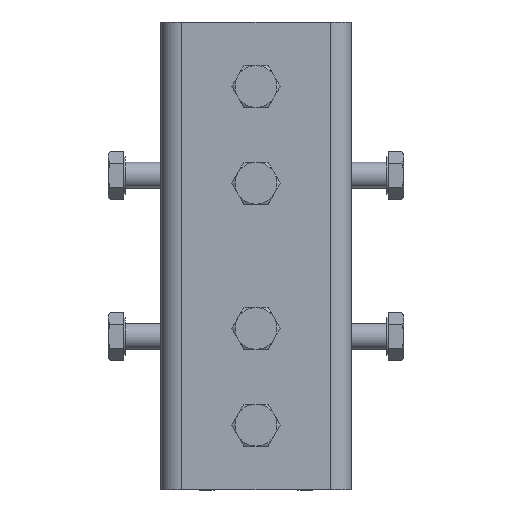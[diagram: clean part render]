
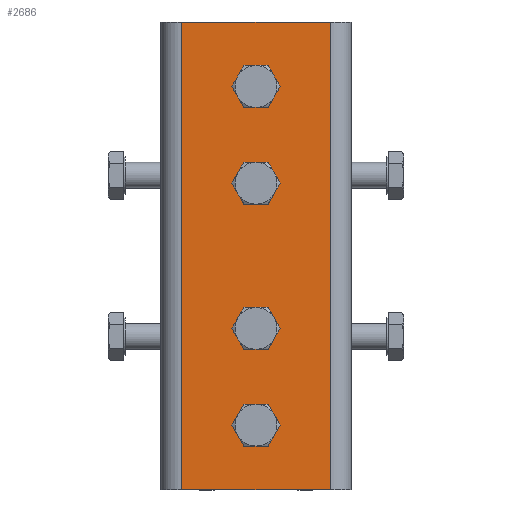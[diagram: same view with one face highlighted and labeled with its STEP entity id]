
A CAD part, top view. The second image highlights one B-rep face of the part: STEP entity #2686.
In plain terms, the highlighted planar face has unit normal (0, 0, 1).
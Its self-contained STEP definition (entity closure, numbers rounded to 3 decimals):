
#92=FACE_BOUND('',#471,.T.);
#93=FACE_BOUND('',#472,.T.);
#94=FACE_BOUND('',#473,.T.);
#95=FACE_BOUND('',#474,.T.);
#187=PLANE('',#2978);
#311=FACE_OUTER_BOUND('',#470,.T.);
#470=EDGE_LOOP('',(#2342,#2343,#2344,#2345));
#471=EDGE_LOOP('',(#2346,#2347));
#472=EDGE_LOOP('',(#2348,#2349));
#473=EDGE_LOOP('',(#2350,#2351));
#474=EDGE_LOOP('',(#2352,#2353));
#633=LINE('',#4088,#902);
#653=LINE('',#4160,#922);
#762=LINE('',#4470,#1031);
#764=LINE('',#4473,#1033);
#902=VECTOR('',#3264,10.);
#922=VECTOR('',#3324,10.);
#1031=VECTOR('',#3635,10.);
#1033=VECTOR('',#3639,10.);
#1134=CIRCLE('',#2962,3.324);
#1135=CIRCLE('',#2963,3.324);
#1137=CIRCLE('',#2966,3.324);
#1138=CIRCLE('',#2967,3.324);
#1140=CIRCLE('',#2970,3.324);
#1141=CIRCLE('',#2971,3.324);
#1143=CIRCLE('',#2974,3.324);
#1144=CIRCLE('',#2975,3.324);
#1253=VERTEX_POINT('',#4085);
#1254=VERTEX_POINT('',#4087);
#1285=VERTEX_POINT('',#4157);
#1286=VERTEX_POINT('',#4159);
#1375=VERTEX_POINT('',#4438);
#1376=VERTEX_POINT('',#4439);
#1378=VERTEX_POINT('',#4446);
#1379=VERTEX_POINT('',#4447);
#1381=VERTEX_POINT('',#4454);
#1382=VERTEX_POINT('',#4455);
#1384=VERTEX_POINT('',#4462);
#1385=VERTEX_POINT('',#4463);
#1540=EDGE_CURVE('',#1254,#1253,#633,.T.);
#1576=EDGE_CURVE('',#1286,#1285,#653,.T.);
#1712=EDGE_CURVE('',#1375,#1376,#1134,.T.);
#1713=EDGE_CURVE('',#1376,#1375,#1135,.T.);
#1716=EDGE_CURVE('',#1378,#1379,#1137,.T.);
#1717=EDGE_CURVE('',#1379,#1378,#1138,.T.);
#1720=EDGE_CURVE('',#1381,#1382,#1140,.T.);
#1721=EDGE_CURVE('',#1382,#1381,#1141,.T.);
#1724=EDGE_CURVE('',#1384,#1385,#1143,.T.);
#1725=EDGE_CURVE('',#1385,#1384,#1144,.T.);
#1728=EDGE_CURVE('',#1254,#1285,#762,.T.);
#1730=EDGE_CURVE('',#1286,#1253,#764,.T.);
#2342=ORIENTED_EDGE('',*,*,#1728,.F.);
#2343=ORIENTED_EDGE('',*,*,#1540,.T.);
#2344=ORIENTED_EDGE('',*,*,#1730,.F.);
#2345=ORIENTED_EDGE('',*,*,#1576,.T.);
#2346=ORIENTED_EDGE('',*,*,#1712,.T.);
#2347=ORIENTED_EDGE('',*,*,#1713,.T.);
#2348=ORIENTED_EDGE('',*,*,#1716,.T.);
#2349=ORIENTED_EDGE('',*,*,#1717,.T.);
#2350=ORIENTED_EDGE('',*,*,#1720,.T.);
#2351=ORIENTED_EDGE('',*,*,#1721,.T.);
#2352=ORIENTED_EDGE('',*,*,#1724,.T.);
#2353=ORIENTED_EDGE('',*,*,#1725,.T.);
#2686=ADVANCED_FACE('',(#311,#92,#93,#94,#95),#187,.T.);
#2962=AXIS2_PLACEMENT_3D('',#4440,#3599,#3600);
#2963=AXIS2_PLACEMENT_3D('',#4441,#3601,#3602);
#2966=AXIS2_PLACEMENT_3D('',#4448,#3608,#3609);
#2967=AXIS2_PLACEMENT_3D('',#4449,#3610,#3611);
#2970=AXIS2_PLACEMENT_3D('',#4456,#3617,#3618);
#2971=AXIS2_PLACEMENT_3D('',#4457,#3619,#3620);
#2974=AXIS2_PLACEMENT_3D('',#4464,#3626,#3627);
#2975=AXIS2_PLACEMENT_3D('',#4465,#3628,#3629);
#2978=AXIS2_PLACEMENT_3D('',#4472,#3637,#3638);
#3264=DIRECTION('',(1.,0.,0.));
#3324=DIRECTION('',(-1.,0.,0.));
#3599=DIRECTION('center_axis',(0.,0.,-1.));
#3600=DIRECTION('ref_axis',(-1.,0.,0.));
#3601=DIRECTION('center_axis',(0.,0.,-1.));
#3602=DIRECTION('ref_axis',(-1.,0.,0.));
#3608=DIRECTION('center_axis',(0.,0.,-1.));
#3609=DIRECTION('ref_axis',(-1.,0.,0.));
#3610=DIRECTION('center_axis',(0.,0.,-1.));
#3611=DIRECTION('ref_axis',(-1.,0.,0.));
#3617=DIRECTION('center_axis',(0.,0.,-1.));
#3618=DIRECTION('ref_axis',(-1.,0.,0.));
#3619=DIRECTION('center_axis',(0.,0.,-1.));
#3620=DIRECTION('ref_axis',(-1.,0.,0.));
#3626=DIRECTION('center_axis',(0.,0.,-1.));
#3627=DIRECTION('ref_axis',(-1.,0.,0.));
#3628=DIRECTION('center_axis',(0.,0.,-1.));
#3629=DIRECTION('ref_axis',(-1.,0.,0.));
#3635=DIRECTION('',(0.,1.,0.));
#3637=DIRECTION('center_axis',(0.,0.,1.));
#3638=DIRECTION('ref_axis',(1.,0.,0.));
#3639=DIRECTION('',(0.,-1.,0.));
#4085=CARTESIAN_POINT('',(23.,-72.5,49.));
#4087=CARTESIAN_POINT('',(-23.,-72.5,49.));
#4088=CARTESIAN_POINT('',(29.5,-72.5,49.));
#4157=CARTESIAN_POINT('',(-23.,72.5,49.));
#4159=CARTESIAN_POINT('',(23.,72.5,49.));
#4160=CARTESIAN_POINT('',(29.5,72.5,49.));
#4438=CARTESIAN_POINT('',(-3.324,-22.5,49.));
#4439=CARTESIAN_POINT('',(3.324,-22.5,49.));
#4440=CARTESIAN_POINT('Origin',(0.,-22.5,49.));
#4441=CARTESIAN_POINT('Origin',(0.,-22.5,49.));
#4446=CARTESIAN_POINT('',(-3.324,52.5,49.));
#4447=CARTESIAN_POINT('',(3.324,52.5,49.));
#4448=CARTESIAN_POINT('Origin',(0.,52.5,49.));
#4449=CARTESIAN_POINT('Origin',(0.,52.5,49.));
#4454=CARTESIAN_POINT('',(-3.324,22.5,49.));
#4455=CARTESIAN_POINT('',(3.324,22.5,49.));
#4456=CARTESIAN_POINT('Origin',(0.,22.5,49.));
#4457=CARTESIAN_POINT('Origin',(0.,22.5,49.));
#4462=CARTESIAN_POINT('',(-3.324,-52.5,49.));
#4463=CARTESIAN_POINT('',(3.324,-52.5,49.));
#4464=CARTESIAN_POINT('Origin',(0.,-52.5,49.));
#4465=CARTESIAN_POINT('Origin',(0.,-52.5,49.));
#4470=CARTESIAN_POINT('',(-23.,0.,49.));
#4472=CARTESIAN_POINT('Origin',(29.5,0.,49.));
#4473=CARTESIAN_POINT('',(23.,0.,49.));
